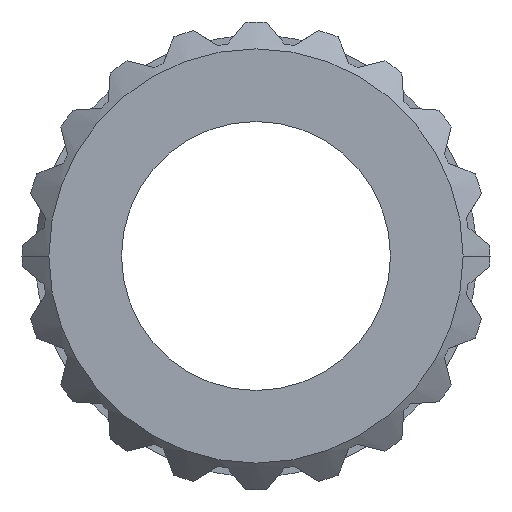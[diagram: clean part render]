
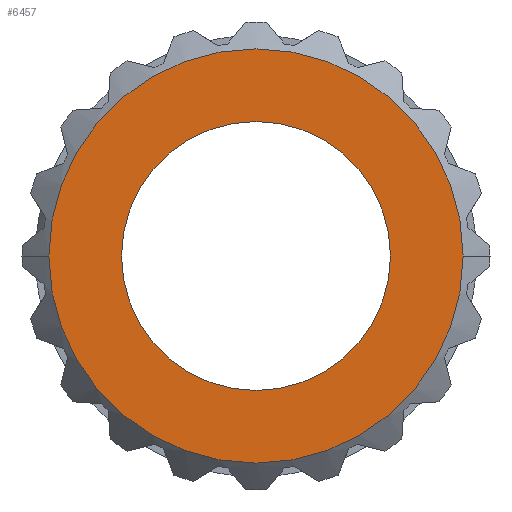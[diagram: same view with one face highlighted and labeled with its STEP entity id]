
A CAD part, left-side view. The second image highlights one B-rep face of the part: STEP entity #6457.
In plain terms, the highlighted planar face has unit normal (-1, 0, 0).
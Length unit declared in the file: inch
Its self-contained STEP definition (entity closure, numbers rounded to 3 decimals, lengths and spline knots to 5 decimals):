
#37 = AXIS2_PLACEMENT_3D ( 'NONE', #2844, #6892, #3416 ) ;
#192 = DIRECTION ( 'NONE',  ( 0., 0., 1. ) ) ;
#407 = EDGE_CURVE ( 'NONE', #3376, #6981, #2684, .T. ) ;
#539 = AXIS2_PLACEMENT_3D ( 'NONE', #3797, #6139, #2682 ) ;
#763 = CARTESIAN_POINT ( 'NONE',  ( 0., 0.385, 0. ) ) ;
#1371 = ORIENTED_EDGE ( 'NONE', *, *, #4508, .F. ) ;
#1465 = CARTESIAN_POINT ( 'NONE',  ( 0., 0., -0.25 ) ) ;
#1654 = FACE_OUTER_BOUND ( 'NONE', #5003, .T. ) ;
#2043 = CIRCLE ( 'NONE', #37, 0.385 ) ;
#2200 = VERTEX_POINT ( 'NONE', #763 ) ;
#2650 = PLANE ( 'NONE',  #539 ) ;
#2664 = CARTESIAN_POINT ( 'NONE',  ( 0., 0., 0. ) ) ;
#2682 = DIRECTION ( 'NONE',  ( 0., 1., 0. ) ) ;
#2684 = CIRCLE ( 'NONE', #3869, 0.25 ) ;
#2729 = EDGE_CURVE ( 'NONE', #3621, #2200, #4134, .T. ) ;
#2844 = CARTESIAN_POINT ( 'NONE',  ( 0., 0., 0. ) ) ;
#3229 = DIRECTION ( 'NONE',  ( 0., -1., 0. ) ) ;
#3376 = VERTEX_POINT ( 'NONE', #3899 ) ;
#3416 = DIRECTION ( 'NONE',  ( 0., -1., 0. ) ) ;
#3603 = ORIENTED_EDGE ( 'NONE', *, *, #407, .F. ) ;
#3621 = VERTEX_POINT ( 'NONE', #4288 ) ;
#3631 = DIRECTION ( 'NONE',  ( -1., 0., 0. ) ) ;
#3797 = CARTESIAN_POINT ( 'NONE',  ( 0., 0., 0. ) ) ;
#3869 = AXIS2_PLACEMENT_3D ( 'NONE', #6186, #4804, #7305 ) ;
#3899 = CARTESIAN_POINT ( 'NONE',  ( 0., 0., 0.25 ) ) ;
#4134 = CIRCLE ( 'NONE', #6952, 0.385 ) ;
#4288 = CARTESIAN_POINT ( 'NONE',  ( 0., -0.385, 0. ) ) ;
#4379 = AXIS2_PLACEMENT_3D ( 'NONE', #7128, #3631, #192 ) ;
#4508 = EDGE_CURVE ( 'NONE', #6981, #3376, #5134, .T. ) ;
#4710 = FACE_BOUND ( 'NONE', #6784, .T. ) ;
#4804 = DIRECTION ( 'NONE',  ( -1., 0., 0. ) ) ;
#5003 = EDGE_LOOP ( 'NONE', ( #7021, #7395 ) ) ;
#5134 = CIRCLE ( 'NONE', #4379, 0.25 ) ;
#5918 = EDGE_CURVE ( 'NONE', #2200, #3621, #2043, .T. ) ;
#6139 = DIRECTION ( 'NONE',  ( 1., 0., 0. ) ) ;
#6186 = CARTESIAN_POINT ( 'NONE',  ( 0., 0., 0. ) ) ;
#6457 = ADVANCED_FACE ( 'NONE', ( #4710, #1654 ), #2650, .F. ) ;
#6697 = DIRECTION ( 'NONE',  ( -1., 0., 0. ) ) ;
#6784 = EDGE_LOOP ( 'NONE', ( #3603, #1371 ) ) ;
#6892 = DIRECTION ( 'NONE',  ( -1., 0., 0. ) ) ;
#6952 = AXIS2_PLACEMENT_3D ( 'NONE', #2664, #6697, #3229 ) ;
#6981 = VERTEX_POINT ( 'NONE', #1465 ) ;
#7021 = ORIENTED_EDGE ( 'NONE', *, *, #5918, .T. ) ;
#7128 = CARTESIAN_POINT ( 'NONE',  ( 0., 0., 0. ) ) ;
#7305 = DIRECTION ( 'NONE',  ( 0., 0., 1. ) ) ;
#7395 = ORIENTED_EDGE ( 'NONE', *, *, #2729, .T. ) ;
